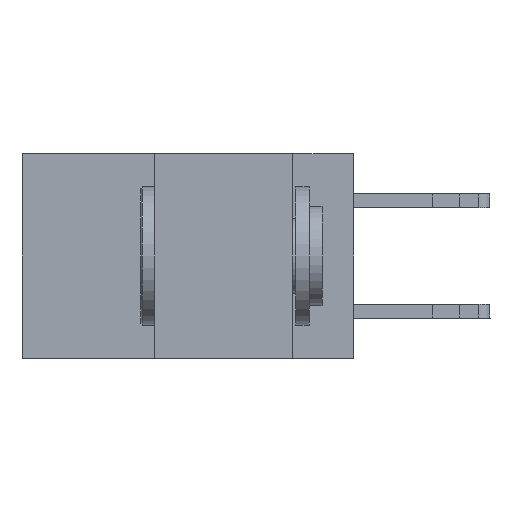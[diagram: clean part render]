
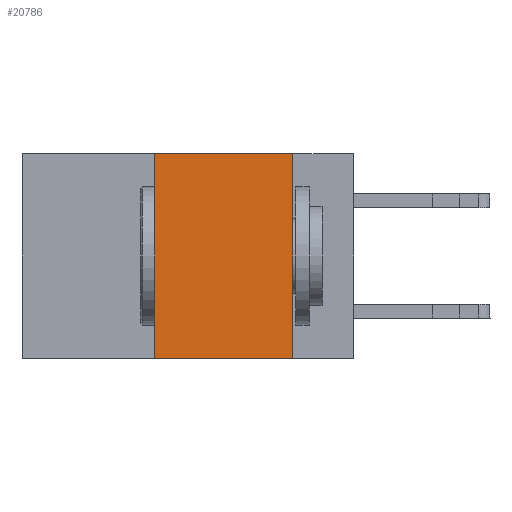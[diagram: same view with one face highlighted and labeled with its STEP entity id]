
A CAD part, left-side view. The second image highlights one B-rep face of the part: STEP entity #20786.
In plain terms, the highlighted planar face has unit normal (-1, 0, 0).
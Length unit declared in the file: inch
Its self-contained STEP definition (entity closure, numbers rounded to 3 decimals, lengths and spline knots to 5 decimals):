
#665 = VERTEX_POINT ( 'NONE', #10300 ) ;
#1291 = ORIENTED_EDGE ( 'NONE', *, *, #5173, .F. ) ;
#2046 = CARTESIAN_POINT ( 'NONE',  ( 0., 0.11, 0. ) ) ;
#3280 = EDGE_CURVE ( 'NONE', #665, #14663, #19559, .T. ) ;
#3864 = CARTESIAN_POINT ( 'NONE',  ( 0., 0.11, 0. ) ) ;
#4058 = LINE ( 'NONE', #12034, #18482 ) ;
#4083 = DIRECTION ( 'NONE',  ( 0., 0., 1. ) ) ;
#4101 = CARTESIAN_POINT ( 'NONE',  ( 0., 0.6, 0. ) ) ;
#5173 = EDGE_CURVE ( 'NONE', #10292, #665, #4058, .T. ) ;
#5374 = DIRECTION ( 'NONE',  ( 0., -1., 0. ) ) ;
#7043 = EDGE_CURVE ( 'NONE', #14663, #18363, #9819, .T. ) ;
#9819 = LINE ( 'NONE', #2046, #19782 ) ;
#10292 = VERTEX_POINT ( 'NONE', #24786 ) ;
#10300 = CARTESIAN_POINT ( 'NONE',  ( 0., 0.36, 0. ) ) ;
#11547 = EDGE_CURVE ( 'NONE', #10292, #18363, #14133, .T. ) ;
#12034 = CARTESIAN_POINT ( 'NONE',  ( 0., 0.36, 0. ) ) ;
#12421 = PLANE ( 'NONE',  #22572 ) ;
#14133 = LINE ( 'NONE', #15495, #20187 ) ;
#14663 = VERTEX_POINT ( 'NONE', #3864 ) ;
#15495 = CARTESIAN_POINT ( 'NONE',  ( 0., 0.6, -0.37 ) ) ;
#16718 = DIRECTION ( 'NONE',  ( 0., 0., -1. ) ) ;
#18363 = VERTEX_POINT ( 'NONE', #19584 ) ;
#18473 = CARTESIAN_POINT ( 'NONE',  ( 0., 0.6, 0. ) ) ;
#18482 = VECTOR ( 'NONE', #4083, 39.37008 ) ;
#19559 = LINE ( 'NONE', #18473, #23693 ) ;
#19584 = CARTESIAN_POINT ( 'NONE',  ( 0., 0.11, -0.37 ) ) ;
#19782 = VECTOR ( 'NONE', #22455, 39.37008 ) ;
#20187 = VECTOR ( 'NONE', #5374, 39.37008 ) ;
#20743 = DIRECTION ( 'NONE',  ( 1., 0., 0. ) ) ;
#20786 = ADVANCED_FACE ( 'NONE', ( #21734 ), #12421, .F. ) ;
#21734 = FACE_OUTER_BOUND ( 'NONE', #22600, .T. ) ;
#22346 = ORIENTED_EDGE ( 'NONE', *, *, #7043, .F. ) ;
#22455 = DIRECTION ( 'NONE',  ( 0., 0., -1. ) ) ;
#22572 = AXIS2_PLACEMENT_3D ( 'NONE', #4101, #20743, #16718 ) ;
#22600 = EDGE_LOOP ( 'NONE', ( #22346, #24444, #1291, #26466 ) ) ;
#23693 = VECTOR ( 'NONE', #24333, 39.37008 ) ;
#24333 = DIRECTION ( 'NONE',  ( 0., -1., 0. ) ) ;
#24444 = ORIENTED_EDGE ( 'NONE', *, *, #3280, .F. ) ;
#24786 = CARTESIAN_POINT ( 'NONE',  ( 0., 0.36, -0.37 ) ) ;
#26466 = ORIENTED_EDGE ( 'NONE', *, *, #11547, .T. ) ;
